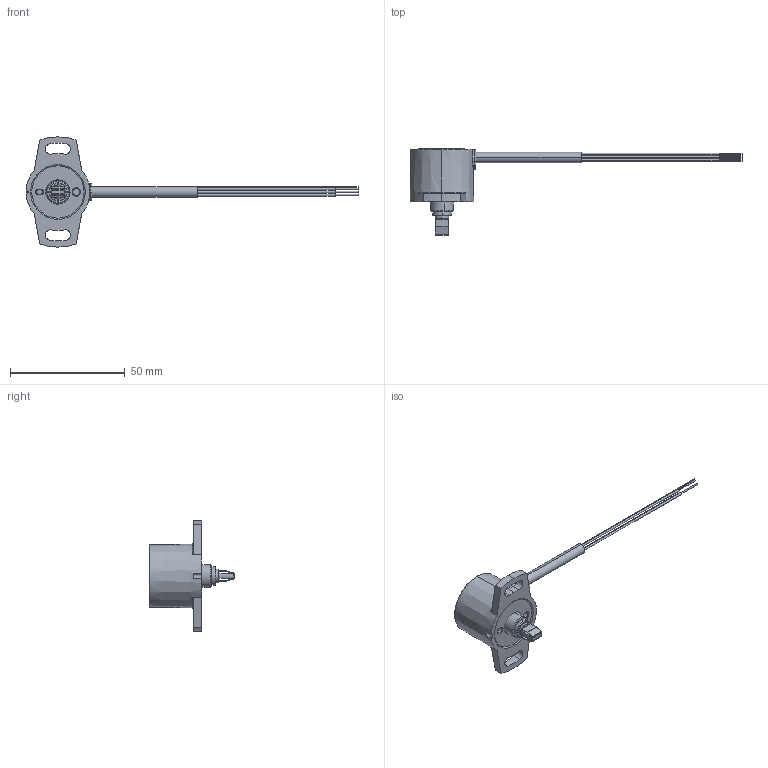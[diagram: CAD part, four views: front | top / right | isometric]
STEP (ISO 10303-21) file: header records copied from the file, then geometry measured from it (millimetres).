
FILE_DESCRIPTION (( 'STEP AP214' ), '1' );
FILE_NAME ('RSC2821_41_71.STEP', '2013-01-07T09:11:46', ( 'dummy' ), ( '' ), 'SwSTEP 2.0', 'SolidWorks 2011', '' );
FILE_SCHEMA (( 'AUTOMOTIVE_DESIGN' ));
Length unit declared in the file: millimetre
Products named in the file (1): RSC2821_41_71
Bounding box: 144.6 x 37.45 x 48 mm (x, y, z)
Surface area: 6429.8 mm2 (no closed solid volume)
Topology: 0 solids, 7 shells, 143 faces, 380 edges, 242 vertices
Faces by surface type: cylinder 58, plane 46, cone 20, torus 12, bspline 5, sphere 2
Entity records: 6338 total; most frequent: CARTESIAN_POINT 1155, DIRECTION 809, ORIENTED_EDGE 680, EDGE_CURVE 376, AXIS2_PLACEMENT_3D 328, VERTEX_POINT 242, CIRCLE 189, EDGE_LOOP 166
